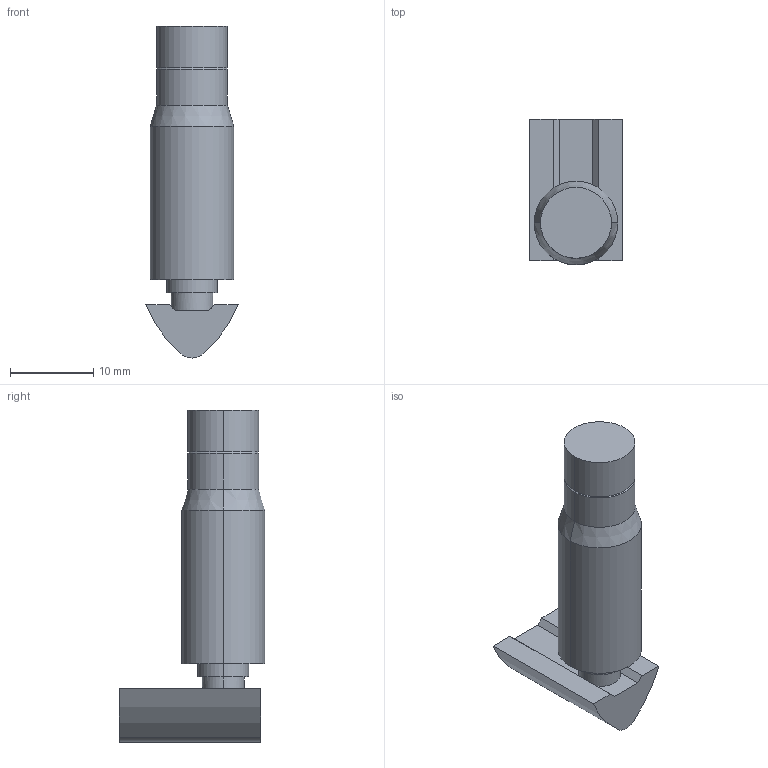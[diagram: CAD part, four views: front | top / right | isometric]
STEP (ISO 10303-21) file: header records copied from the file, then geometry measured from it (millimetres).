
FILE_DESCRIPTION (( 'STEP AP214' ), '1' );
FILE_NAME ('-7126055', '2019-02-04T10:14:05', ( '' ), ('JUGARD+KÜNSTNER GmbH'), 'SwSTEP 2.0', 'SolidWorks 2017', '' );
FILE_SCHEMA (( 'AUTOMOTIVE_DESIGN' ));
Length unit declared in the file: millimetre
Products named in the file (1): -7126055_CNAJF00
Bounding box: 11.12 x 17.5 x 39.8 mm (x, y, z)
Volume: 2961.5 mm3; surface area: 1657.9 mm2
Topology: 1 solids, 2 shells, 34 faces, 77 edges, 48 vertices
Faces by surface type: cylinder 16, plane 12, cone 4, bspline 2
Entity records: 1015 total; most frequent: CARTESIAN_POINT 202, DIRECTION 175, ORIENTED_EDGE 154, EDGE_CURVE 77, AXIS2_PLACEMENT_3D 69, VERTEX_POINT 48, LINE 37, VECTOR 37
